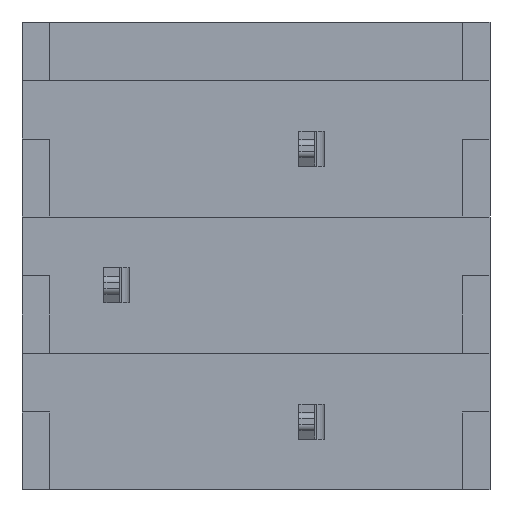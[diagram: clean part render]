
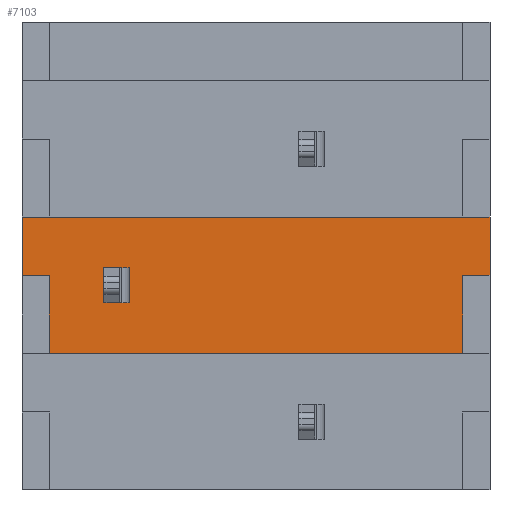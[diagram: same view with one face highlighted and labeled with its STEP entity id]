
A CAD part, front view. The second image highlights one B-rep face of the part: STEP entity #7103.
In plain terms, the highlighted planar face has unit normal (0, -1, 0).
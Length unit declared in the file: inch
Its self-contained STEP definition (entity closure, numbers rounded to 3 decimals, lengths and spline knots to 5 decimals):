
#274 = VERTEX_POINT ( 'NONE', #1360 ) ;
#429 = DIRECTION ( 'NONE',  ( 0., 0., 1. ) ) ;
#759 = EDGE_CURVE ( 'NONE', #9344, #9372, #1156, .T. ) ;
#931 = EDGE_LOOP ( 'NONE', ( #6771, #9159, #12031, #6310, #1498, #987, #1119, #9044 ) ) ;
#987 = ORIENTED_EDGE ( 'NONE', *, *, #11054, .F. ) ;
#1077 = EDGE_CURVE ( 'NONE', #10626, #4213, #4212, .T. ) ;
#1119 = ORIENTED_EDGE ( 'NONE', *, *, #4298, .F. ) ;
#1156 = LINE ( 'NONE', #10021, #11566 ) ;
#1312 = VECTOR ( 'NONE', #5261, 39.37008 ) ;
#1360 = CARTESIAN_POINT ( 'NONE',  ( 0.47244, 0.01181, -0.05906 ) ) ;
#1446 = CARTESIAN_POINT ( 'NONE',  ( 0.47244, 0.01181, -0.1378 ) ) ;
#1498 = ORIENTED_EDGE ( 'NONE', *, *, #12192, .T. ) ;
#1805 = LINE ( 'NONE', #4878, #8110 ) ;
#1808 = CARTESIAN_POINT ( 'NONE',  ( 0.02756, 0.01181, -0.05906 ) ) ;
#1906 = CARTESIAN_POINT ( 'NONE',  ( 0.02756, 0.01181, -0.08661 ) ) ;
#2275 = DIRECTION ( 'NONE',  ( -1., 0., 0. ) ) ;
#2356 = DIRECTION ( 'NONE',  ( 0., 0., 1. ) ) ;
#2380 = LINE ( 'NONE', #3592, #1312 ) ;
#2495 = VERTEX_POINT ( 'NONE', #9586 ) ;
#2836 = DIRECTION ( 'NONE',  ( 1., 0., 0. ) ) ;
#2845 = CARTESIAN_POINT ( 'NONE',  ( 0., 0.01181, 0. ) ) ;
#3059 = ORIENTED_EDGE ( 'NONE', *, *, #3453, .T. ) ;
#3326 = LINE ( 'NONE', #1446, #5147 ) ;
#3390 = FACE_OUTER_BOUND ( 'NONE', #931, .T. ) ;
#3453 = EDGE_CURVE ( 'NONE', #6623, #10626, #10703, .T. ) ;
#3514 = DIRECTION ( 'NONE',  ( 0., -1., 0. ) ) ;
#3592 = CARTESIAN_POINT ( 'NONE',  ( 0., 0.01181, -0.1378 ) ) ;
#4182 = DIRECTION ( 'NONE',  ( 1., 0., 0. ) ) ;
#4212 = LINE ( 'NONE', #7082, #6243 ) ;
#4213 = VERTEX_POINT ( 'NONE', #10916 ) ;
#4230 = DIRECTION ( 'NONE',  ( 1., 0., 0. ) ) ;
#4298 = EDGE_CURVE ( 'NONE', #2495, #10943, #2380, .T. ) ;
#4331 = LINE ( 'NONE', #11946, #12686 ) ;
#4354 = PLANE ( 'NONE',  #10200 ) ;
#4526 = LINE ( 'NONE', #10244, #9446 ) ;
#4574 = VECTOR ( 'NONE', #5238, 39.37008 ) ;
#4585 = VERTEX_POINT ( 'NONE', #7934 ) ;
#4689 = LINE ( 'NONE', #11619, #8523 ) ;
#4878 = CARTESIAN_POINT ( 'NONE',  ( 0.02756, 0.01181, -0.05906 ) ) ;
#4943 = DIRECTION ( 'NONE',  ( -1., 0., 0. ) ) ;
#5038 = VERTEX_POINT ( 'NONE', #11077 ) ;
#5147 = VECTOR ( 'NONE', #2356, 39.37008 ) ;
#5238 = DIRECTION ( 'NONE',  ( -1., 0., 0. ) ) ;
#5261 = DIRECTION ( 'NONE',  ( 0., 0., 1. ) ) ;
#5300 = CARTESIAN_POINT ( 'NONE',  ( 0.09843, 0.01181, -0.1378 ) ) ;
#5471 = LINE ( 'NONE', #1808, #11391 ) ;
#5909 = DIRECTION ( 'NONE',  ( 1., 0., 0. ) ) ;
#5971 = LINE ( 'NONE', #8671, #8193 ) ;
#5989 = ORIENTED_EDGE ( 'NONE', *, *, #1077, .T. ) ;
#6243 = VECTOR ( 'NONE', #7150, 39.37008 ) ;
#6310 = ORIENTED_EDGE ( 'NONE', *, *, #7592, .F. ) ;
#6366 = VECTOR ( 'NONE', #9342, 39.37008 ) ;
#6403 = EDGE_CURVE ( 'NONE', #4585, #9344, #4689, .T. ) ;
#6418 = EDGE_CURVE ( 'NONE', #2495, #4585, #1805, .T. ) ;
#6421 = ORIENTED_EDGE ( 'NONE', *, *, #10744, .F. ) ;
#6623 = VERTEX_POINT ( 'NONE', #7246 ) ;
#6670 = DIRECTION ( 'NONE',  ( 0., 0., -1. ) ) ;
#6771 = ORIENTED_EDGE ( 'NONE', *, *, #6403, .T. ) ;
#6772 = CARTESIAN_POINT ( 'NONE',  ( 0.08268, 0.01181, -0.08661 ) ) ;
#7082 = CARTESIAN_POINT ( 'NONE',  ( 0.08268, 0.01181, -0.1378 ) ) ;
#7103 = ADVANCED_FACE ( 'NONE', ( #12283, #3390 ), #4354, .T. ) ;
#7150 = DIRECTION ( 'NONE',  ( 0., 0., 1. ) ) ;
#7246 = CARTESIAN_POINT ( 'NONE',  ( 0.09843, 0.01181, -0.08661 ) ) ;
#7592 = EDGE_CURVE ( 'NONE', #274, #10714, #5471, .T. ) ;
#7934 = CARTESIAN_POINT ( 'NONE',  ( 0.02756, 0.01181, -0.05906 ) ) ;
#8110 = VECTOR ( 'NONE', #2836, 39.37008 ) ;
#8193 = VECTOR ( 'NONE', #5909, 39.37008 ) ;
#8248 = CARTESIAN_POINT ( 'NONE',  ( 0.02756, 0.01181, -0.1378 ) ) ;
#8523 = VECTOR ( 'NONE', #6670, 39.37008 ) ;
#8622 = CARTESIAN_POINT ( 'NONE',  ( 0.02756, 0.01181, -0.1378 ) ) ;
#8671 = CARTESIAN_POINT ( 'NONE',  ( -0.00787, 0.01181, 0. ) ) ;
#9044 = ORIENTED_EDGE ( 'NONE', *, *, #6418, .T. ) ;
#9159 = ORIENTED_EDGE ( 'NONE', *, *, #759, .T. ) ;
#9218 = ORIENTED_EDGE ( 'NONE', *, *, #12133, .T. ) ;
#9342 = DIRECTION ( 'NONE',  ( 0., 0., -1. ) ) ;
#9344 = VERTEX_POINT ( 'NONE', #8622 ) ;
#9372 = VERTEX_POINT ( 'NONE', #11570 ) ;
#9446 = VECTOR ( 'NONE', #429, 39.37008 ) ;
#9586 = CARTESIAN_POINT ( 'NONE',  ( 0., 0.01181, -0.05906 ) ) ;
#9813 = CARTESIAN_POINT ( 'NONE',  ( 0.09843, 0.01181, -0.05118 ) ) ;
#10021 = CARTESIAN_POINT ( 'NONE',  ( 0.46078, 0.01181, -0.1378 ) ) ;
#10101 = EDGE_LOOP ( 'NONE', ( #6421, #9218, #3059, #5989 ) ) ;
#10200 = AXIS2_PLACEMENT_3D ( 'NONE', #8248, #3514, #4230 ) ;
#10244 = CARTESIAN_POINT ( 'NONE',  ( 0.44488, 0.01181, -0.1378 ) ) ;
#10303 = VERTEX_POINT ( 'NONE', #9813 ) ;
#10365 = LINE ( 'NONE', #5300, #6366 ) ;
#10626 = VERTEX_POINT ( 'NONE', #6772 ) ;
#10703 = LINE ( 'NONE', #1906, #4574 ) ;
#10714 = VERTEX_POINT ( 'NONE', #11125 ) ;
#10744 = EDGE_CURVE ( 'NONE', #10303, #4213, #4331, .T. ) ;
#10916 = CARTESIAN_POINT ( 'NONE',  ( 0.08268, 0.01181, -0.05118 ) ) ;
#10943 = VERTEX_POINT ( 'NONE', #2845 ) ;
#11054 = EDGE_CURVE ( 'NONE', #10943, #5038, #5971, .T. ) ;
#11077 = CARTESIAN_POINT ( 'NONE',  ( 0.47244, 0.01181, 0. ) ) ;
#11125 = CARTESIAN_POINT ( 'NONE',  ( 0.44488, 0.01181, -0.05906 ) ) ;
#11391 = VECTOR ( 'NONE', #4943, 39.37008 ) ;
#11566 = VECTOR ( 'NONE', #4182, 39.37008 ) ;
#11570 = CARTESIAN_POINT ( 'NONE',  ( 0.44488, 0.01181, -0.1378 ) ) ;
#11619 = CARTESIAN_POINT ( 'NONE',  ( 0.02756, 0.01181, -0.1378 ) ) ;
#11946 = CARTESIAN_POINT ( 'NONE',  ( 0.02756, 0.01181, -0.05118 ) ) ;
#12031 = ORIENTED_EDGE ( 'NONE', *, *, #12152, .T. ) ;
#12133 = EDGE_CURVE ( 'NONE', #10303, #6623, #10365, .T. ) ;
#12152 = EDGE_CURVE ( 'NONE', #9372, #10714, #4526, .T. ) ;
#12192 = EDGE_CURVE ( 'NONE', #274, #5038, #3326, .T. ) ;
#12283 = FACE_BOUND ( 'NONE', #10101, .T. ) ;
#12686 = VECTOR ( 'NONE', #2275, 39.37008 ) ;
